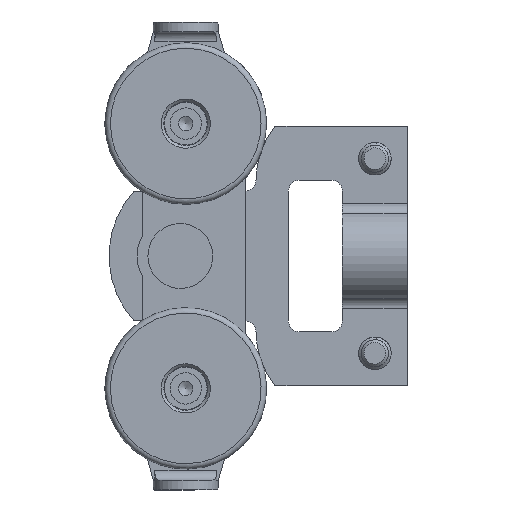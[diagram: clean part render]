
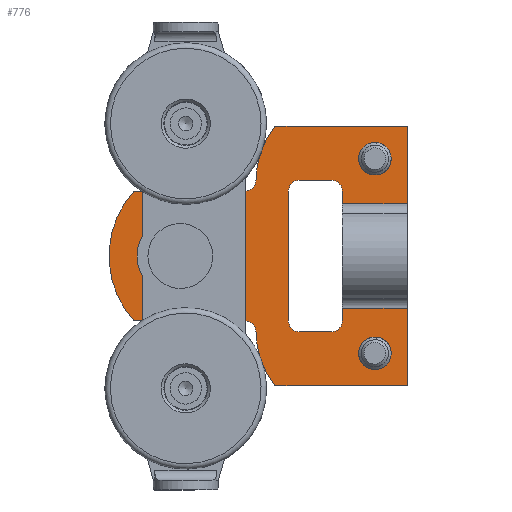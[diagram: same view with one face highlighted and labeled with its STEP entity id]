
A CAD part, left-side view. The second image highlights one B-rep face of the part: STEP entity #776.
In plain terms, the highlighted face is planar.
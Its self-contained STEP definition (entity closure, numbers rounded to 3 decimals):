
#466=CARTESIAN_POINT('',(32.403,5.27,3.));
#467=VERTEX_POINT('',#466);
#485=CARTESIAN_POINT('',(32.403,-6.73,3.));
#486=VERTEX_POINT('',#485);
#494=CARTESIAN_POINT('',(32.403,-6.73,3.));
#495=DIRECTION('',(0.0,1.0,0.0));
#496=VECTOR('',#495,12.);
#497=LINE('',#494,#496);
#498=EDGE_CURVE('',#486,#467,#497,.T.);
#541=CARTESIAN_POINT('',(13.029,5.27,3.));
#542=VERTEX_POINT('',#541);
#550=CARTESIAN_POINT('',(13.029,-6.73,3.));
#551=VERTEX_POINT('',#550);
#552=CARTESIAN_POINT('',(13.029,5.27,3.));
#553=DIRECTION('',(0.0,-1.0,0.0));
#554=VECTOR('',#553,12.0);
#555=LINE('',#552,#554);
#556=EDGE_CURVE('',#542,#551,#555,.T.);
#569=CARTESIAN_POINT('',(22.716,16.463,3.));
#570=DIRECTION('',(0.0,0.0,1.0));
#571=DIRECTION('',(1.0,0.0,0.0));
#572=AXIS2_PLACEMENT_3D('',#569,#570,#571);
#573=PLANE('',#572);
#574=ORIENTED_EDGE('',*,*,#498,.F.);
#575=CARTESIAN_POINT('',(46.716,-6.73,3.));
#576=VERTEX_POINT('',#575);
#577=CARTESIAN_POINT('',(46.716,-6.73,3.));
#578=DIRECTION('',(-1.0,0.0,0.0));
#579=VECTOR('',#578,14.313);
#580=LINE('',#577,#579);
#581=EDGE_CURVE('',#576,#486,#580,.T.);
#582=ORIENTED_EDGE('',*,*,#581,.F.);
#583=CARTESIAN_POINT('',(46.716,17.76,3.));
#584=VERTEX_POINT('',#583);
#585=CARTESIAN_POINT('',(46.716,17.76,3.));
#586=DIRECTION('',(0.0,-1.0,0.0));
#587=VECTOR('',#586,24.49);
#588=LINE('',#585,#587);
#589=EDGE_CURVE('',#584,#576,#588,.T.);
#590=ORIENTED_EDGE('',*,*,#589,.F.);
#591=CARTESIAN_POINT('',(36.716,21.27,3.));
#592=VERTEX_POINT('',#591);
#593=CARTESIAN_POINT('',(36.716,5.27,3.));
#594=DIRECTION('',(0.0,0.0,1.));
#595=DIRECTION('',(-0.625,-0.781,0.0));
#596=AXIS2_PLACEMENT_3D('',#593,#594,#595);
#597=CIRCLE('',#596,16.0);
#598=EDGE_CURVE('',#584,#592,#597,.T.);
#599=ORIENTED_EDGE('',*,*,#598,.T.);
#600=CARTESIAN_POINT('',(34.716,23.27,3.));
#601=VERTEX_POINT('',#600);
#602=CARTESIAN_POINT('',(36.716,23.27,3.));
#603=DIRECTION('',(0.0,0.0,1.0));
#604=DIRECTION('',(-1.0,0.0,0.0));
#605=AXIS2_PLACEMENT_3D('',#602,#603,#604);
#606=CIRCLE('',#605,2.);
#607=EDGE_CURVE('',#601,#592,#606,.T.);
#608=ORIENTED_EDGE('',*,*,#607,.F.);
#609=CARTESIAN_POINT('',(34.716,43.877,3.));
#610=VERTEX_POINT('',#609);
#611=CARTESIAN_POINT('',(34.716,43.877,3.));
#612=DIRECTION('',(0.0,-1.0,0.0));
#613=VECTOR('',#612,20.608);
#614=LINE('',#611,#613);
#615=EDGE_CURVE('',#610,#601,#614,.T.);
#616=ORIENTED_EDGE('',*,*,#615,.F.);
#617=CARTESIAN_POINT('',(10.716,43.877,3.));
#618=VERTEX_POINT('',#617);
#619=CARTESIAN_POINT('',(22.716,30.461,3.));
#620=DIRECTION('',(0.0,0.0,-1.0));
#621=DIRECTION('',(-0.667,-0.745,0.0));
#622=AXIS2_PLACEMENT_3D('',#619,#620,#621);
#623=CIRCLE('',#622,18.0);
#624=EDGE_CURVE('',#618,#610,#623,.T.);
#625=ORIENTED_EDGE('',*,*,#624,.F.);
#626=CARTESIAN_POINT('',(10.716,23.27,3.));
#627=VERTEX_POINT('',#626);
#628=CARTESIAN_POINT('',(10.716,23.27,3.));
#629=DIRECTION('',(0.0,1.0,0.0));
#630=VECTOR('',#629,20.608);
#631=LINE('',#628,#630);
#632=EDGE_CURVE('',#627,#618,#631,.T.);
#633=ORIENTED_EDGE('',*,*,#632,.F.);
#634=CARTESIAN_POINT('',(8.716,21.27,3.));
#635=VERTEX_POINT('',#634);
#636=CARTESIAN_POINT('',(8.716,23.27,3.));
#637=DIRECTION('',(0.0,0.0,1.0));
#638=DIRECTION('',(0.0,-1.0,0.0));
#639=AXIS2_PLACEMENT_3D('',#636,#637,#638);
#640=CIRCLE('',#639,2.0);
#641=EDGE_CURVE('',#635,#627,#640,.T.);
#642=ORIENTED_EDGE('',*,*,#641,.F.);
#643=CARTESIAN_POINT('',(-1.284,17.76,3.));
#644=VERTEX_POINT('',#643);
#645=CARTESIAN_POINT('',(8.716,5.27,3.));
#646=DIRECTION('',(0.0,0.0,1.0));
#647=DIRECTION('',(0.0,-1.0,0.0));
#648=AXIS2_PLACEMENT_3D('',#645,#646,#647);
#649=CIRCLE('',#648,16.0);
#650=EDGE_CURVE('',#635,#644,#649,.T.);
#651=ORIENTED_EDGE('',*,*,#650,.T.);
#652=CARTESIAN_POINT('',(-1.284,-6.73,3.));
#653=VERTEX_POINT('',#652);
#654=CARTESIAN_POINT('',(-1.284,-6.73,3.));
#655=DIRECTION('',(0.0,1.0,0.0));
#656=VECTOR('',#655,24.49);
#657=LINE('',#654,#656);
#658=EDGE_CURVE('',#653,#644,#657,.T.);
#659=ORIENTED_EDGE('',*,*,#658,.F.);
#660=CARTESIAN_POINT('',(13.029,-6.73,3.));
#661=DIRECTION('',(-1.0,0.0,0.0));
#662=VECTOR('',#661,14.313);
#663=LINE('',#660,#662);
#664=EDGE_CURVE('',#551,#653,#663,.T.);
#665=ORIENTED_EDGE('',*,*,#664,.F.);
#666=ORIENTED_EDGE('',*,*,#556,.F.);
#667=CARTESIAN_POINT('',(10.716,5.27,3.));
#668=VERTEX_POINT('',#667);
#669=CARTESIAN_POINT('',(13.029,5.27,3.));
#670=DIRECTION('',(-1.0,0.0,0.0));
#671=VECTOR('',#670,2.313);
#672=LINE('',#669,#671);
#673=EDGE_CURVE('',#542,#668,#672,.T.);
#674=ORIENTED_EDGE('',*,*,#673,.T.);
#675=CARTESIAN_POINT('',(8.716,7.27,3.));
#676=VERTEX_POINT('',#675);
#677=CARTESIAN_POINT('',(10.716,7.27,3.));
#678=DIRECTION('',(0.0,0.0,-1.0));
#679=DIRECTION('',(-1.0,0.0,0.0));
#680=AXIS2_PLACEMENT_3D('',#677,#678,#679);
#681=CIRCLE('',#680,2.);
#682=EDGE_CURVE('',#668,#676,#681,.T.);
#683=ORIENTED_EDGE('',*,*,#682,.T.);
#684=CARTESIAN_POINT('',(8.716,13.27,3.));
#685=VERTEX_POINT('',#684);
#686=CARTESIAN_POINT('',(8.716,7.27,3.));
#687=DIRECTION('',(0.0,1.0,0.0));
#688=VECTOR('',#687,6.0);
#689=LINE('',#686,#688);
#690=EDGE_CURVE('',#676,#685,#689,.T.);
#691=ORIENTED_EDGE('',*,*,#690,.T.);
#692=CARTESIAN_POINT('',(10.716,15.27,3.));
#693=VERTEX_POINT('',#692);
#694=CARTESIAN_POINT('',(10.716,13.27,3.));
#695=DIRECTION('',(0.0,0.0,-1.0));
#696=DIRECTION('',(0.0,1.0,0.0));
#697=AXIS2_PLACEMENT_3D('',#694,#695,#696);
#698=CIRCLE('',#697,2.);
#699=EDGE_CURVE('',#685,#693,#698,.T.);
#700=ORIENTED_EDGE('',*,*,#699,.T.);
#701=CARTESIAN_POINT('',(34.716,15.27,3.));
#702=VERTEX_POINT('',#701);
#703=CARTESIAN_POINT('',(10.716,15.27,3.));
#704=DIRECTION('',(1.0,0.0,0.0));
#705=VECTOR('',#704,24.0);
#706=LINE('',#703,#705);
#707=EDGE_CURVE('',#693,#702,#706,.T.);
#708=ORIENTED_EDGE('',*,*,#707,.T.);
#709=CARTESIAN_POINT('',(36.716,13.27,3.));
#710=VERTEX_POINT('',#709);
#711=CARTESIAN_POINT('',(34.716,13.27,3.));
#712=DIRECTION('',(0.0,0.0,-1.0));
#713=DIRECTION('',(1.0,0.0,0.0));
#714=AXIS2_PLACEMENT_3D('',#711,#712,#713);
#715=CIRCLE('',#714,2.);
#716=EDGE_CURVE('',#702,#710,#715,.T.);
#717=ORIENTED_EDGE('',*,*,#716,.T.);
#718=CARTESIAN_POINT('',(36.716,7.27,3.));
#719=VERTEX_POINT('',#718);
#720=CARTESIAN_POINT('',(36.716,13.27,3.));
#721=DIRECTION('',(0.0,-1.0,0.0));
#722=VECTOR('',#721,6.0);
#723=LINE('',#720,#722);
#724=EDGE_CURVE('',#710,#719,#723,.T.);
#725=ORIENTED_EDGE('',*,*,#724,.T.);
#726=CARTESIAN_POINT('',(34.716,5.27,3.));
#727=VERTEX_POINT('',#726);
#728=CARTESIAN_POINT('',(34.716,7.27,3.));
#729=DIRECTION('',(0.0,0.0,-1.0));
#730=DIRECTION('',(0.0,-1.0,0.0));
#731=AXIS2_PLACEMENT_3D('',#728,#729,#730);
#732=CIRCLE('',#731,2.);
#733=EDGE_CURVE('',#719,#727,#732,.T.);
#734=ORIENTED_EDGE('',*,*,#733,.T.);
#735=CARTESIAN_POINT('',(34.716,5.27,3.));
#736=DIRECTION('',(-1.0,0.0,0.0));
#737=VECTOR('',#736,2.313);
#738=LINE('',#735,#737);
#739=EDGE_CURVE('',#727,#467,#738,.T.);
#740=ORIENTED_EDGE('',*,*,#739,.T.);
#741=EDGE_LOOP('',(#574,#582,#590,#599,#608,#616,#625,#633,#642,#651,#659,#665,#666,#674,#683,#691,#700,#708,#717,#725,#734,#740));
#742=FACE_OUTER_BOUND('',#741,.T.);
#743=CARTESIAN_POINT('',(43.216,-0.73,3.));
#744=VERTEX_POINT('',#743);
#745=CARTESIAN_POINT('',(40.716,-0.73,3.));
#746=DIRECTION('',(0.0,0.0,-1.0));
#747=DIRECTION('',(1.0,0.0,0.0));
#748=AXIS2_PLACEMENT_3D('',#745,#746,#747);
#749=CIRCLE('',#748,2.5);
#750=EDGE_CURVE('',#744,#744,#749,.T.);
#751=ORIENTED_EDGE('',*,*,#750,.T.);
#752=EDGE_LOOP('',(#751));
#753=FACE_BOUND('',#752,.T.);
#754=CARTESIAN_POINT('',(7.216,-0.73,3.));
#755=VERTEX_POINT('',#754);
#756=CARTESIAN_POINT('',(4.716,-0.73,3.));
#757=DIRECTION('',(0.0,0.0,-1.0));
#758=DIRECTION('',(1.0,0.0,0.0));
#759=AXIS2_PLACEMENT_3D('',#756,#757,#758);
#760=CIRCLE('',#759,2.5);
#761=EDGE_CURVE('',#755,#755,#760,.T.);
#762=ORIENTED_EDGE('',*,*,#761,.T.);
#763=EDGE_LOOP('',(#762));
#764=FACE_BOUND('',#763,.T.);
#765=CARTESIAN_POINT('',(27.816,35.27,3.));
#766=VERTEX_POINT('',#765);
#767=CARTESIAN_POINT('',(22.716,35.27,3.));
#768=DIRECTION('',(0.0,0.0,-1.0));
#769=DIRECTION('',(-1.0,0.0,0.0));
#770=AXIS2_PLACEMENT_3D('',#767,#768,#769);
#771=CIRCLE('',#770,5.1);
#772=EDGE_CURVE('',#766,#766,#771,.T.);
#773=ORIENTED_EDGE('',*,*,#772,.T.);
#774=EDGE_LOOP('',(#773));
#775=FACE_BOUND('',#774,.T.);
#776=ADVANCED_FACE('',(#742,#753,#764,#775),#573,.T.);
